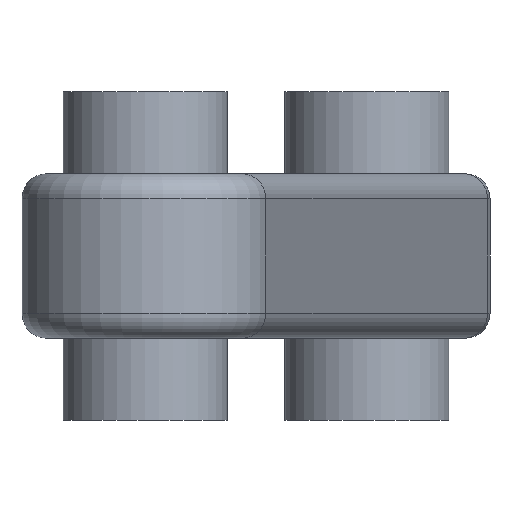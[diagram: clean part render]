
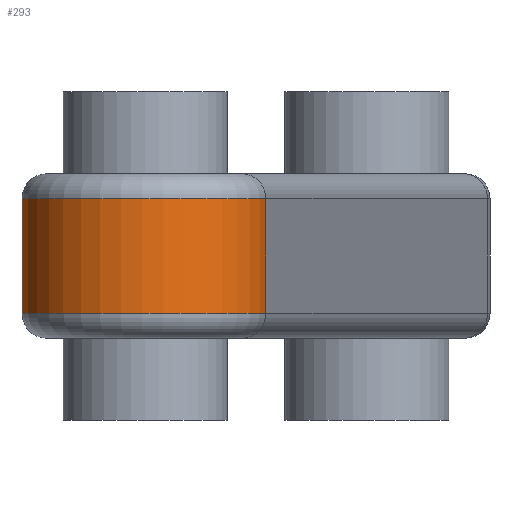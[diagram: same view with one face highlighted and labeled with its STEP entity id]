
A CAD part, left-side view. The second image highlights one B-rep face of the part: STEP entity #293.
In plain terms, the highlighted cylindrical face has radius 15 mm (diameter 30 mm), a partial arc.
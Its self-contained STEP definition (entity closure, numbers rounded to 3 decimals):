
#35=FACE_OUTER_BOUND('',#57,.T.);
#57=EDGE_LOOP('',(#215,#216,#217,#218));
#83=LINE('',#508,#99);
#84=LINE('',#511,#100);
#99=VECTOR('',#403,10.);
#100=VECTOR('',#406,10.);
#114=CIRCLE('',#330,15.);
#119=CIRCLE('',#338,15.);
#138=VERTEX_POINT('',#488);
#139=VERTEX_POINT('',#492);
#143=VERTEX_POINT('',#507);
#144=VERTEX_POINT('',#509);
#164=EDGE_CURVE('',#138,#139,#114,.T.);
#171=EDGE_CURVE('',#139,#143,#83,.T.);
#172=EDGE_CURVE('',#143,#144,#119,.T.);
#173=EDGE_CURVE('',#138,#144,#84,.T.);
#215=ORIENTED_EDGE('',*,*,#164,.T.);
#216=ORIENTED_EDGE('',*,*,#171,.T.);
#217=ORIENTED_EDGE('',*,*,#172,.T.);
#218=ORIENTED_EDGE('',*,*,#173,.F.);
#281=CYLINDRICAL_SURFACE('',#337,15.);
#293=ADVANCED_FACE('',(#35),#281,.T.);
#330=AXIS2_PLACEMENT_3D('',#495,#385,#386);
#337=AXIS2_PLACEMENT_3D('',#506,#401,#402);
#338=AXIS2_PLACEMENT_3D('',#510,#404,#405);
#385=DIRECTION('center_axis',(0.,0.,-1.));
#386=DIRECTION('ref_axis',(-0.98,0.2,0.));
#401=DIRECTION('center_axis',(0.,0.,1.));
#402=DIRECTION('ref_axis',(-1.,0.,0.));
#403=DIRECTION('',(0.,0.,-1.));
#404=DIRECTION('center_axis',(0.,0.,1.));
#405=DIRECTION('ref_axis',(-0.98,0.2,0.));
#406=DIRECTION('',(0.,0.,-1.));
#488=CARTESIAN_POINT('',(-1105.201,802.298,-196.2));
#492=CARTESIAN_POINT('',(-1099.199,831.691,-196.2));
#495=CARTESIAN_POINT('Origin',(-1102.2,816.994,-196.2));
#506=CARTESIAN_POINT('Origin',(-1102.2,816.994,-193.2));
#507=CARTESIAN_POINT('',(-1099.199,831.691,-210.2));
#508=CARTESIAN_POINT('',(-1099.199,831.691,-193.2));
#509=CARTESIAN_POINT('',(-1105.201,802.298,-210.2));
#510=CARTESIAN_POINT('Origin',(-1102.2,816.994,-210.2));
#511=CARTESIAN_POINT('',(-1105.201,802.298,-193.2));
